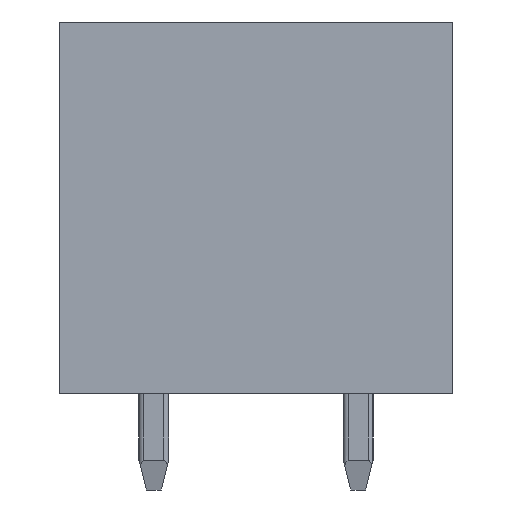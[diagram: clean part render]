
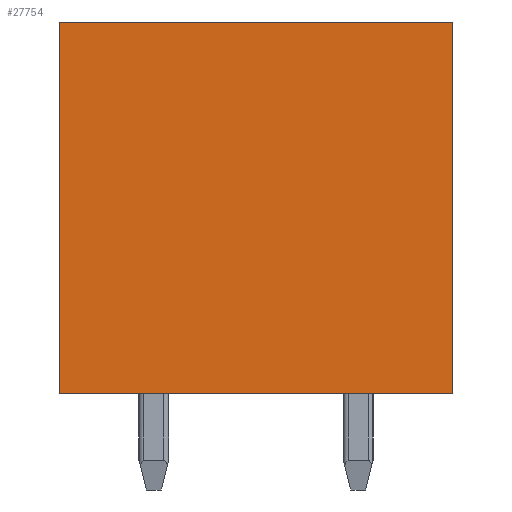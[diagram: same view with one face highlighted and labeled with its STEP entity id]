
A CAD part, left-side view. The second image highlights one B-rep face of the part: STEP entity #27754.
In plain terms, the highlighted planar face has unit normal (-1, 0, 0).
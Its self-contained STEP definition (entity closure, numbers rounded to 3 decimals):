
#2161=DIRECTION('',(0.,0.,-1.));
#2162=VECTOR('',#2161,10.);
#2163=CARTESIAN_POINT('',(-63.8,-5.3,3.7));
#2164=LINE('',#2163,#2162);
#2165=DIRECTION('',(0.,1.,0.));
#2166=VECTOR('',#2165,10.6);
#2167=CARTESIAN_POINT('',(-63.8,-5.3,-6.3));
#2168=LINE('',#2167,#2166);
#2169=DIRECTION('',(0.,0.,1.));
#2170=VECTOR('',#2169,10.);
#2171=CARTESIAN_POINT('',(-63.8,5.3,-6.3));
#2172=LINE('',#2171,#2170);
#2173=DIRECTION('',(0.,-1.,0.));
#2174=VECTOR('',#2173,10.6);
#2175=CARTESIAN_POINT('',(-63.8,5.3,3.7));
#2176=LINE('',#2175,#2174);
#20585=CARTESIAN_POINT('',(-63.8,-5.3,3.7));
#20586=CARTESIAN_POINT('',(-63.8,-5.3,-6.3));
#20587=VERTEX_POINT('',#20585);
#20588=VERTEX_POINT('',#20586);
#20589=CARTESIAN_POINT('',(-63.8,5.3,-6.3));
#20590=VERTEX_POINT('',#20589);
#20591=CARTESIAN_POINT('',(-63.8,5.3,3.7));
#20592=VERTEX_POINT('',#20591);
#27743=CARTESIAN_POINT('',(-63.8,0.,0.));
#27744=DIRECTION('',(1.,0.,0.));
#27745=DIRECTION('',(0.,-1.,0.));
#27746=AXIS2_PLACEMENT_3D('',#27743,#27744,#27745);
#27747=PLANE('',#27746);
#27748=ORIENTED_EDGE('',*,*,#25917,.T.);
#27749=ORIENTED_EDGE('',*,*,#25932,.T.);
#27750=ORIENTED_EDGE('',*,*,#26594,.T.);
#27751=ORIENTED_EDGE('',*,*,#26607,.T.);
#27752=EDGE_LOOP('',(#27748,#27749,#27750,#27751));
#27753=FACE_OUTER_BOUND('',#27752,.F.);
#27754=ADVANCED_FACE('',(#27753),#27747,.F.);
#25917=EDGE_CURVE('',#20587,#20588,#2164,.T.);
#25932=EDGE_CURVE('',#20588,#20590,#2168,.T.);
#26594=EDGE_CURVE('',#20590,#20592,#2172,.T.);
#26607=EDGE_CURVE('',#20592,#20587,#2176,.T.);
